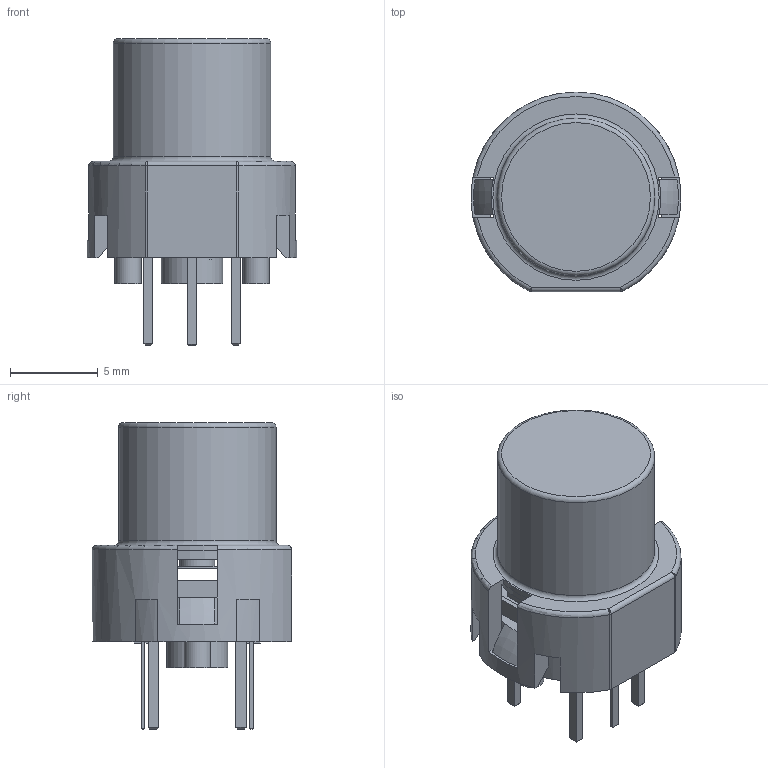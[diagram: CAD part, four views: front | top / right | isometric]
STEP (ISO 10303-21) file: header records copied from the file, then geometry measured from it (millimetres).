
FILE_DESCRIPTION( ( '' ), ' ' );
FILE_NAME( '5d26004949239b17706b7952.step', '2019-07-10T15:12:10', ( '' ), ( '' ), ' ', ' ', ' ' );
FILE_SCHEMA( ( 'AUTOMOTIVE_DESIGN { 1 0 10303 214 1 1 1 1 }' ) );
Length unit declared in the file: metre
Products named in the file (6): FINGERBOARD; CONTACT; LED; PRESS; PINS; BASE
Bounding box: 11.98 x 11.4 x 17.5 mm (x, y, z)
Volume: 628.1 mm3; surface area: 1724.7 mm2
Topology: 6 solids, 6 shells, 294 faces, 809 edges, 525 vertices
Faces by surface type: plane 234, cylinder 45, bspline 8, torus 5, sphere 2
Full cylindrical faces by diameter (mm): 1.5 x2, 2 x2, 3.5 x1, 7 x1, 9 x1
Entity records: 11960 total; most frequent: CARTESIAN_POINT 2034, ORIENTED_EDGE 1594, DIRECTION 1474, EDGE_CURVE 797, LINE 634, VECTOR 634, VERTEX_POINT 524, AXIS2_PLACEMENT_3D 420
